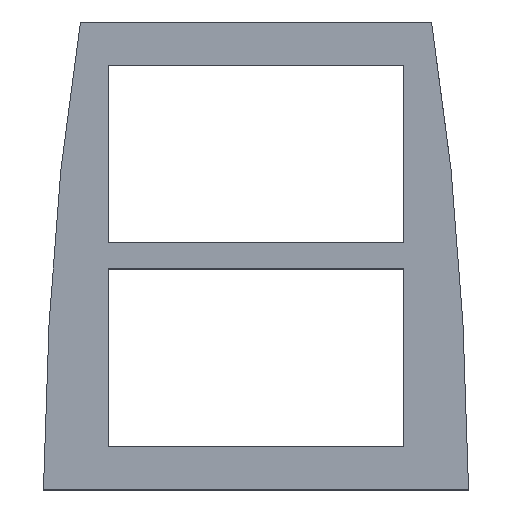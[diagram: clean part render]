
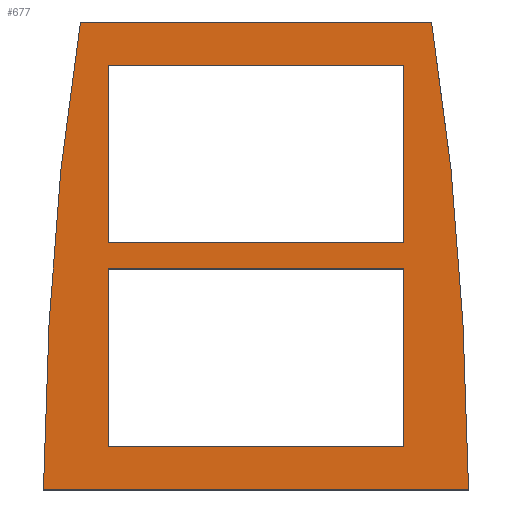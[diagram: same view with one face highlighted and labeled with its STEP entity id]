
A CAD part, top view. The second image highlights one B-rep face of the part: STEP entity #677.
In plain terms, the highlighted planar face has unit normal (0, 0, 1).
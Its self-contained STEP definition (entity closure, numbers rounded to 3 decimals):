
#16=(
BOUNDED_CURVE()
B_SPLINE_CURVE(5,(#1093,#1094,#1095,#1096,#1097,#1098,#1099,#1100,#1101,
#1102),.UNSPECIFIED.,.F.,.F.)
B_SPLINE_CURVE_WITH_KNOTS((6,1,1,1,1,6),(-1.,-0.8,-0.6,-0.4,-0.2,0.),
 .UNSPECIFIED.)
CURVE()
GEOMETRIC_REPRESENTATION_ITEM()
RATIONAL_B_SPLINE_CURVE((1.,1.,1.,1.,1.,1.,1.,1.,1.,1.))
REPRESENTATION_ITEM('')
);
#18=(
BOUNDED_CURVE()
B_SPLINE_CURVE(5,(#1156,#1157,#1158,#1159,#1160,#1161,#1162,#1163,#1164,
#1165),.UNSPECIFIED.,.F.,.F.)
B_SPLINE_CURVE_WITH_KNOTS((6,1,1,1,1,6),(0.,0.2,0.4,0.6,0.8,1.),
 .UNSPECIFIED.)
CURVE()
GEOMETRIC_REPRESENTATION_ITEM()
RATIONAL_B_SPLINE_CURVE((1.,1.,1.,1.,1.,1.,1.,1.,1.,1.))
REPRESENTATION_ITEM('')
);
#57=FACE_BOUND('',#158,.T.);
#58=FACE_BOUND('',#159,.T.);
#71=PLANE('',#757);
#89=FACE_OUTER_BOUND('',#157,.T.);
#157=EDGE_LOOP('',(#563,#564,#565,#566));
#158=EDGE_LOOP('',(#567,#568,#569,#570));
#159=EDGE_LOOP('',(#571,#572,#573,#574));
#183=LINE('',#989,#233);
#186=LINE('',#995,#236);
#189=LINE('',#1015,#239);
#192=LINE('',#1019,#242);
#195=LINE('',#1027,#245);
#198=LINE('',#1033,#248);
#201=LINE('',#1039,#251);
#204=LINE('',#1057,#254);
#208=LINE('',#1108,#258);
#212=LINE('',#1169,#262);
#233=VECTOR('',#807,10.);
#236=VECTOR('',#812,10.);
#239=VECTOR('',#831,10.);
#242=VECTOR('',#836,10.);
#245=VECTOR('',#841,10.);
#248=VECTOR('',#846,10.);
#251=VECTOR('',#851,10.);
#254=VECTOR('',#870,10.);
#258=VECTOR('',#876,10.);
#262=VECTOR('',#896,10.);
#323=VERTEX_POINT('',#986);
#324=VERTEX_POINT('',#988);
#326=VERTEX_POINT('',#994);
#335=VERTEX_POINT('',#1014);
#338=VERTEX_POINT('',#1024);
#339=VERTEX_POINT('',#1026);
#341=VERTEX_POINT('',#1032);
#343=VERTEX_POINT('',#1038);
#353=VERTEX_POINT('',#1090);
#354=VERTEX_POINT('',#1092);
#356=VERTEX_POINT('',#1107);
#365=VERTEX_POINT('',#1155);
#387=EDGE_CURVE('',#324,#323,#183,.T.);
#390=EDGE_CURVE('',#326,#324,#186,.T.);
#400=EDGE_CURVE('',#335,#326,#189,.T.);
#403=EDGE_CURVE('',#323,#335,#192,.T.);
#406=EDGE_CURVE('',#339,#338,#195,.T.);
#409=EDGE_CURVE('',#341,#339,#198,.T.);
#412=EDGE_CURVE('',#343,#341,#201,.T.);
#422=EDGE_CURVE('',#338,#343,#204,.T.);
#425=EDGE_CURVE('',#354,#353,#16,.T.);
#428=EDGE_CURVE('',#356,#354,#208,.T.);
#438=EDGE_CURVE('',#365,#356,#18,.T.);
#441=EDGE_CURVE('',#353,#365,#212,.T.);
#563=ORIENTED_EDGE('',*,*,#441,.T.);
#564=ORIENTED_EDGE('',*,*,#438,.T.);
#565=ORIENTED_EDGE('',*,*,#428,.T.);
#566=ORIENTED_EDGE('',*,*,#425,.T.);
#567=ORIENTED_EDGE('',*,*,#422,.T.);
#568=ORIENTED_EDGE('',*,*,#412,.T.);
#569=ORIENTED_EDGE('',*,*,#409,.T.);
#570=ORIENTED_EDGE('',*,*,#406,.T.);
#571=ORIENTED_EDGE('',*,*,#403,.T.);
#572=ORIENTED_EDGE('',*,*,#400,.T.);
#573=ORIENTED_EDGE('',*,*,#390,.T.);
#574=ORIENTED_EDGE('',*,*,#387,.T.);
#677=ADVANCED_FACE('',(#89,#57,#58),#71,.T.);
#757=AXIS2_PLACEMENT_3D('',#1184,#911,#912);
#807=DIRECTION('',(0.,-1.,0.));
#812=DIRECTION('',(1.,0.,0.));
#831=DIRECTION('',(0.,1.,0.));
#836=DIRECTION('',(-1.,0.,0.));
#841=DIRECTION('',(1.,0.,0.));
#846=DIRECTION('',(0.,1.,0.));
#851=DIRECTION('',(-1.,0.,0.));
#870=DIRECTION('',(0.,-1.,0.));
#876=DIRECTION('',(1.,0.,0.));
#896=DIRECTION('',(-1.,0.,0.));
#911=DIRECTION('center_axis',(0.,0.,1.));
#912=DIRECTION('ref_axis',(1.,0.,0.));
#986=CARTESIAN_POINT('',(38.36,0.,19.85));
#988=CARTESIAN_POINT('',(38.36,23.1,19.85));
#989=CARTESIAN_POINT('',(38.36,0.,19.85));
#994=CARTESIAN_POINT('',(0.,23.1,19.85));
#995=CARTESIAN_POINT('',(0.,23.1,19.85));
#1014=CARTESIAN_POINT('',(0.,0.,19.85));
#1015=CARTESIAN_POINT('',(0.,0.,19.85));
#1019=CARTESIAN_POINT('',(0.,0.,19.85));
#1024=CARTESIAN_POINT('',(38.36,-3.4,19.85));
#1026=CARTESIAN_POINT('',(0.,-3.4,19.85));
#1027=CARTESIAN_POINT('',(38.36,-3.4,19.85));
#1032=CARTESIAN_POINT('',(0.,-26.5,19.85));
#1033=CARTESIAN_POINT('',(0.,-26.5,19.85));
#1038=CARTESIAN_POINT('',(38.36,-26.5,19.85));
#1039=CARTESIAN_POINT('',(38.36,-26.5,19.85));
#1057=CARTESIAN_POINT('',(38.36,-3.4,19.85));
#1090=CARTESIAN_POINT('',(42.,28.7,19.85));
#1092=CARTESIAN_POINT('',(46.81,-32.1,19.85));
#1093=CARTESIAN_POINT('Ctrl Pts',(46.81,-32.1,19.85));
#1094=CARTESIAN_POINT('Ctrl Pts',(46.775,-29.372,19.85));
#1095=CARTESIAN_POINT('Ctrl Pts',(46.671,-24.001,19.85));
#1096=CARTESIAN_POINT('Ctrl Pts',(46.42,-16.2,19.85));
#1097=CARTESIAN_POINT('Ctrl Pts',(45.907,-6.239,19.85));
#1098=CARTESIAN_POINT('Ctrl Pts',(44.99,5.716,19.85));
#1099=CARTESIAN_POINT('Ctrl Pts',(44.004,15.025,19.85));
#1100=CARTESIAN_POINT('Ctrl Pts',(43.082,21.902,19.85));
#1101=CARTESIAN_POINT('Ctrl Pts',(42.376,26.442,19.85));
#1102=CARTESIAN_POINT('Ctrl Pts',(42.,28.7,19.85));
#1107=CARTESIAN_POINT('',(-8.45,-32.1,19.85));
#1108=CARTESIAN_POINT('',(46.81,-32.1,19.85));
#1155=CARTESIAN_POINT('',(-3.64,28.7,19.85));
#1156=CARTESIAN_POINT('Ctrl Pts',(-3.64,28.7,19.85));
#1157=CARTESIAN_POINT('Ctrl Pts',(-4.016,26.442,19.85));
#1158=CARTESIAN_POINT('Ctrl Pts',(-4.722,21.902,19.85));
#1159=CARTESIAN_POINT('Ctrl Pts',(-5.644,15.025,19.85));
#1160=CARTESIAN_POINT('Ctrl Pts',(-6.63,5.716,19.85));
#1161=CARTESIAN_POINT('Ctrl Pts',(-7.547,-6.239,19.85));
#1162=CARTESIAN_POINT('Ctrl Pts',(-8.06,-16.2,19.85));
#1163=CARTESIAN_POINT('Ctrl Pts',(-8.311,-24.001,19.85));
#1164=CARTESIAN_POINT('Ctrl Pts',(-8.415,-29.372,19.85));
#1165=CARTESIAN_POINT('Ctrl Pts',(-8.45,-32.1,19.85));
#1169=CARTESIAN_POINT('',(42.,28.7,19.85));
#1184=CARTESIAN_POINT('Origin',(19.18,-1.7,19.85));
